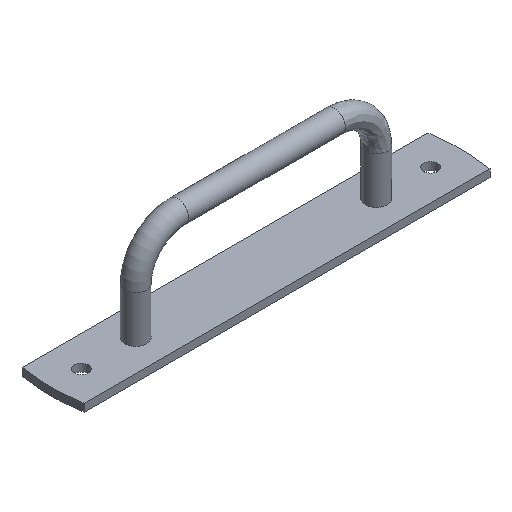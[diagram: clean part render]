
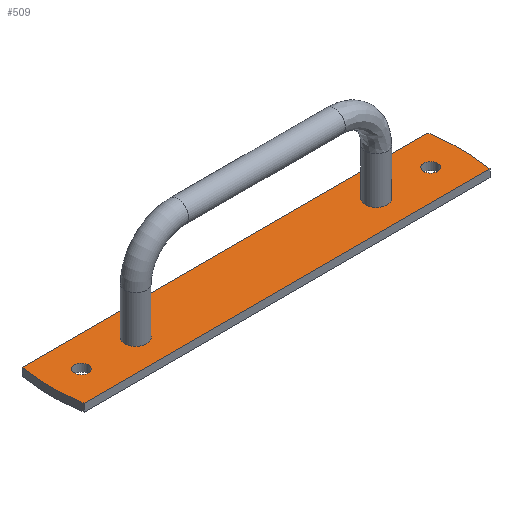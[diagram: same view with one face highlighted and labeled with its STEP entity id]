
A CAD part, isometric view. The second image highlights one B-rep face of the part: STEP entity #509.
In plain terms, the highlighted planar face has unit normal (0, 0, 1).
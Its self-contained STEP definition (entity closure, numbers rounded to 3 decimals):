
#229=CARTESIAN_POINT('',(203.0,20.,5.0));
#230=VERTEX_POINT('',#229);
#231=CARTESIAN_POINT('',(210.0,20.,5.0));
#232=DIRECTION('',(0.0,0.0,-1.0));
#233=DIRECTION('',(1.0,0.0,0.0));
#234=AXIS2_PLACEMENT_3D('',#231,#232,#233);
#235=CIRCLE('',#234,7.);
#236=EDGE_CURVE('',#230,#230,#235,.T.);
#269=CARTESIAN_POINT('',(62.0,20.,5.0));
#270=VERTEX_POINT('',#269);
#271=CARTESIAN_POINT('',(55.0,20.,5.0));
#272=DIRECTION('',(0.0,0.0,-1.0));
#273=DIRECTION('',(-1.0,0.0,0.0));
#274=AXIS2_PLACEMENT_3D('',#271,#272,#273);
#275=CIRCLE('',#274,7.);
#276=EDGE_CURVE('',#270,#270,#275,.T.);
#318=CARTESIAN_POINT('',(24.5,20.,5.0));
#319=VERTEX_POINT('',#318);
#320=CARTESIAN_POINT('',(20.0,20.,5.0));
#321=DIRECTION('',(0.0,0.0,-1.0));
#322=DIRECTION('',(1.0,0.0,0.0));
#323=AXIS2_PLACEMENT_3D('',#320,#321,#322);
#324=CIRCLE('',#323,4.5);
#325=EDGE_CURVE('',#319,#319,#324,.T.);
#367=CARTESIAN_POINT('',(249.5,20.,5.0));
#368=VERTEX_POINT('',#367);
#369=CARTESIAN_POINT('',(245.0,20.,5.0));
#370=DIRECTION('',(0.0,0.0,-1.0));
#371=DIRECTION('',(1.0,0.0,0.0));
#372=AXIS2_PLACEMENT_3D('',#369,#370,#371);
#373=CIRCLE('',#372,4.5);
#374=EDGE_CURVE('',#368,#368,#373,.T.);
#405=CARTESIAN_POINT('',(263.3,0.0,5.0));
#406=VERTEX_POINT('',#405);
#407=CARTESIAN_POINT('',(263.3,40.,5.0));
#408=VERTEX_POINT('',#407);
#409=CARTESIAN_POINT('',(146.503,20.,5.0));
#410=DIRECTION('',(0.0,0.0,1.0));
#411=DIRECTION('',(0.986,0.169,0.0));
#412=AXIS2_PLACEMENT_3D('',#409,#410,#411);
#413=CIRCLE('',#412,118.497);
#414=EDGE_CURVE('',#406,#408,#413,.T.);
#448=CARTESIAN_POINT('',(1.7,0.0,5.0));
#449=VERTEX_POINT('',#448);
#450=CARTESIAN_POINT('',(263.3,0.0,5.0));
#451=DIRECTION('',(-1.0,0.0,0.0));
#452=VECTOR('',#451,261.6);
#453=LINE('',#450,#452);
#454=EDGE_CURVE('',#406,#449,#453,.T.);
#473=CARTESIAN_POINT('',(132.5,20.,5.0));
#474=DIRECTION('',(0.0,0.0,1.0));
#475=DIRECTION('',(1.0,0.0,0.0));
#476=AXIS2_PLACEMENT_3D('',#473,#474,#475);
#477=PLANE('',#476);
#478=ORIENTED_EDGE('',*,*,#414,.T.);
#479=CARTESIAN_POINT('',(1.7,40.,5.0));
#480=VERTEX_POINT('',#479);
#481=CARTESIAN_POINT('',(1.7,40.0,5.0));
#482=DIRECTION('',(1.0,0.0,0.0));
#483=VECTOR('',#482,261.6);
#484=LINE('',#481,#483);
#485=EDGE_CURVE('',#480,#408,#484,.T.);
#486=ORIENTED_EDGE('',*,*,#485,.F.);
#487=CARTESIAN_POINT('',(118.497,20.,5.0));
#488=DIRECTION('',(0.0,0.0,1.0));
#489=DIRECTION('',(-0.986,0.169,0.0));
#490=AXIS2_PLACEMENT_3D('',#487,#488,#489);
#491=CIRCLE('',#490,118.497);
#492=EDGE_CURVE('',#480,#449,#491,.T.);
#493=ORIENTED_EDGE('',*,*,#492,.T.);
#494=ORIENTED_EDGE('',*,*,#454,.F.);
#495=EDGE_LOOP('',(#478,#486,#493,#494));
#496=FACE_OUTER_BOUND('',#495,.T.);
#497=ORIENTED_EDGE('',*,*,#236,.T.);
#498=EDGE_LOOP('',(#497));
#499=FACE_BOUND('',#498,.T.);
#500=ORIENTED_EDGE('',*,*,#276,.T.);
#501=EDGE_LOOP('',(#500));
#502=FACE_BOUND('',#501,.T.);
#503=ORIENTED_EDGE('',*,*,#325,.T.);
#504=EDGE_LOOP('',(#503));
#505=FACE_BOUND('',#504,.T.);
#506=ORIENTED_EDGE('',*,*,#374,.T.);
#507=EDGE_LOOP('',(#506));
#508=FACE_BOUND('',#507,.T.);
#509=ADVANCED_FACE('',(#496,#499,#502,#505,#508),#477,.T.);
